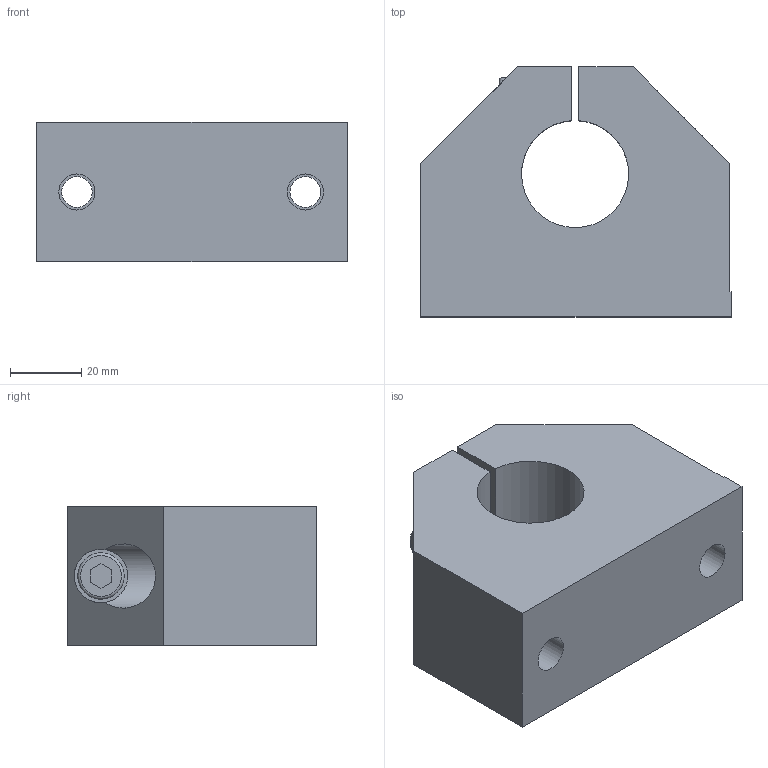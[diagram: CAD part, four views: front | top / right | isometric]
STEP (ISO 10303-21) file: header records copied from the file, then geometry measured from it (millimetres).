
FILE_DESCRIPTION(/* description */ ('Wellenbock Leichtbaureihe'),/* implementation_level */ '2;1');
FILE_NAME(/* name */ '161766-0.step',/* time_stamp */ '2021-08-17T08:19:06+02:00',/* author */ ('Praktikum'),/* organization */ (''),/* preprocessor_version */ 'ST-DEVELOPER v18.1',/* originating_system */ 'Autodesk Inventor 2021',/* authorisation */ '');
FILE_SCHEMA (('AUTOMOTIVE_DESIGN { 1 0 10303 214 3 1 1 }'));
Length unit declared in the file: millimetre
Products named in the file (1): 16-1766-0FZ.001
Bounding box: 87 x 70 x 39 mm (x, y, z)
Volume: 161213 mm3; surface area: 30392.9 mm2
Topology: 1 solids, 1 shells, 39 faces, 92 edges, 61 vertices
Faces by surface type: plane 27, cylinder 11, torus 1
Full cylindrical faces by diameter (mm): 6.647 x1, 8.6 x2, 9 x1, 10.106 x2, 13 x1, 15 x1, 18 x2
Entity records: 1222 total; most frequent: CARTESIAN_POINT 246, DIRECTION 194, ORIENTED_EDGE 184, EDGE_CURVE 92, AXIS2_PLACEMENT_3D 66, LINE 62, VECTOR 62, VERTEX_POINT 61
